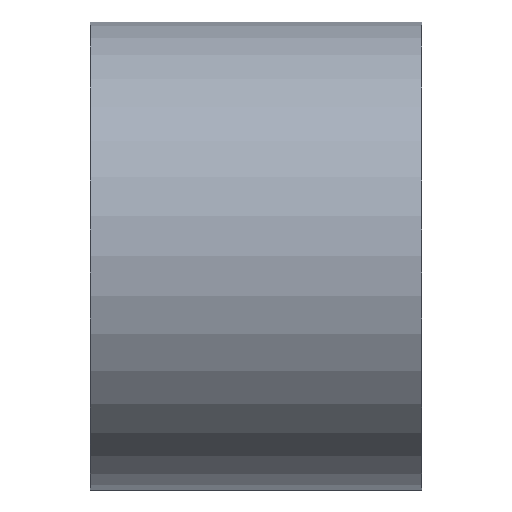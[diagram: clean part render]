
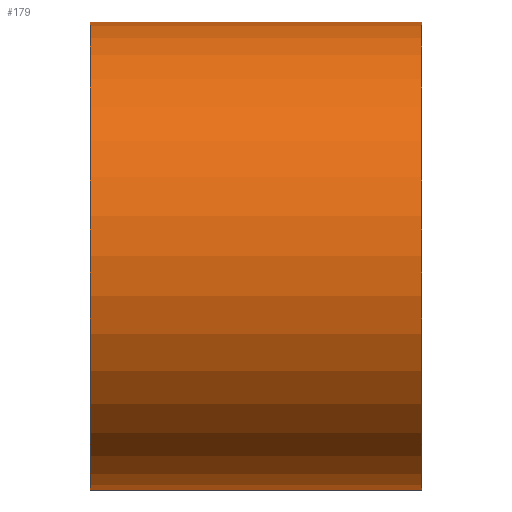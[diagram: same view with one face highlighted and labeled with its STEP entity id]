
A CAD part, top view. The second image highlights one B-rep face of the part: STEP entity #179.
In plain terms, the highlighted cylindrical face has radius 7 mm (diameter 14 mm), a partial arc.
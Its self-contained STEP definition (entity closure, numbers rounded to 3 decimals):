
#62=CYLINDRICAL_SURFACE('',#1678,7.);
#179=ADVANCED_FACE('',(#304),#62,.T.);
#304=FACE_OUTER_BOUND('',#397,.T.);
#397=EDGE_LOOP('',(#814,#815,#816,#817));
#481=LINE('',#2170,#593);
#498=LINE('',#2507,#610);
#593=VECTOR('',#1787,1.);
#610=VECTOR('',#1840,1.);
#814=ORIENTED_EDGE('',*,*,#1434,.T.);
#815=ORIENTED_EDGE('',*,*,#1345,.F.);
#816=ORIENTED_EDGE('',*,*,#1435,.F.);
#817=ORIENTED_EDGE('',*,*,#1393,.T.);
#1188=VERTEX_POINT('',#2164);
#1191=VERTEX_POINT('',#2169);
#1237=VERTEX_POINT('',#2506);
#1238=VERTEX_POINT('',#2508);
#1345=EDGE_CURVE('',#1191,#1188,#481,.T.);
#1393=EDGE_CURVE('',#1238,#1237,#498,.T.);
#1434=EDGE_CURVE('',#1237,#1188,#1611,.T.);
#1435=EDGE_CURVE('',#1238,#1191,#1612,.T.);
#1611=CIRCLE('',#1676,7.);
#1612=CIRCLE('',#1677,7.);
#1676=AXIS2_PLACEMENT_3D('',#2764,#1894,#1895);
#1677=AXIS2_PLACEMENT_3D('',#2765,#1896,#1897);
#1678=AXIS2_PLACEMENT_3D('',#2766,#1898,#1899);
#1787=DIRECTION('',(-1.,0.,0.));
#1840=DIRECTION('',(-1.,0.,0.));
#1894=DIRECTION('',(1.,0.,0.));
#1895=DIRECTION('',(0.,1.,0.));
#1896=DIRECTION('',(1.,0.,0.));
#1897=DIRECTION('',(0.,1.,0.));
#1898=DIRECTION('',(-1.,0.,0.));
#1899=DIRECTION('',(0.,0.,1.));
#2164=CARTESIAN_POINT('',(-4.95,-4.73,-5.16));
#2169=CARTESIAN_POINT('',(4.95,-4.73,-5.16));
#2170=CARTESIAN_POINT('',(4.95,-4.73,-5.16));
#2506=CARTESIAN_POINT('',(-4.95,4.73,-5.16));
#2507=CARTESIAN_POINT('',(4.95,4.73,-5.16));
#2508=CARTESIAN_POINT('',(4.95,4.73,-5.16));
#2764=CARTESIAN_POINT('',(-4.95,0.,0.));
#2765=CARTESIAN_POINT('',(4.95,0.,0.));
#2766=CARTESIAN_POINT('',(4.95,0.,0.));
